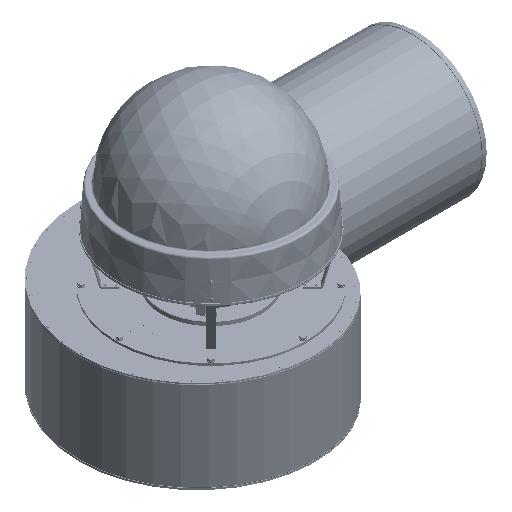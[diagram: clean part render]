
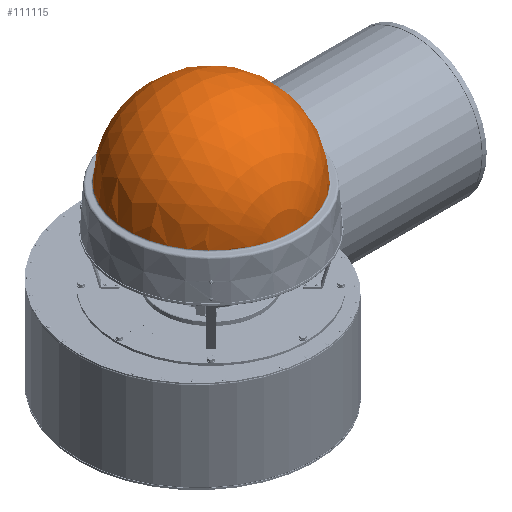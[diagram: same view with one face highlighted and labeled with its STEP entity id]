
A CAD part, isometric view. The second image highlights one B-rep face of the part: STEP entity #111115.
In plain terms, the highlighted spherical face has radius 210 mm.
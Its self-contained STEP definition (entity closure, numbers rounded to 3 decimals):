
#1118=SPHERICAL_SURFACE('',#118506,210.);
#10400=FACE_OUTER_BOUND('',#16799,.T.);
#16799=EDGE_LOOP('',(#75274));
#41024=CIRCLE('',#118507,209.979);
#45698=VERTEX_POINT('',#162300);
#57060=EDGE_CURVE('',#45698,#45698,#41024,.T.);
#75274=ORIENTED_EDGE('',*,*,#57060,.T.);
#111115=ADVANCED_FACE('',(#10400),#1118,.T.);
#118506=AXIS2_PLACEMENT_3D('',#162299,#130721,#130722);
#118507=AXIS2_PLACEMENT_3D('',#162301,#130723,#130724);
#130721=DIRECTION('center_axis',(-0.112,-0.994,
0.));
#130722=DIRECTION('ref_axis',(0.994,-0.112,0.));
#130723=DIRECTION('center_axis',(0.,0.,
1.));
#130724=DIRECTION('ref_axis',(-0.994,0.112,0.));
#162299=CARTESIAN_POINT('Origin',(0.,0.,
230.));
#162300=CARTESIAN_POINT('',(23.489,208.661,232.958));
#162301=CARTESIAN_POINT('Origin',(0.,0.,
232.958));
